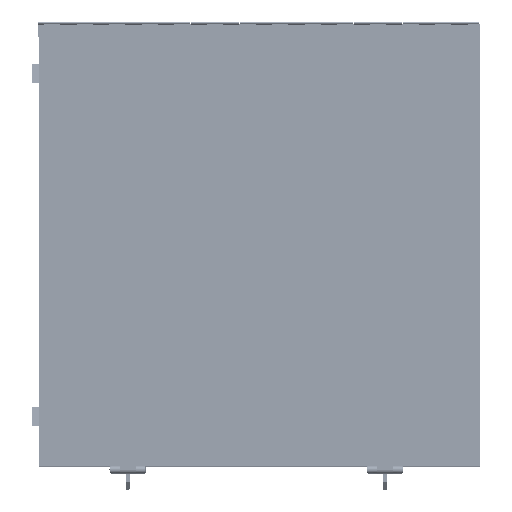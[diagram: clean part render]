
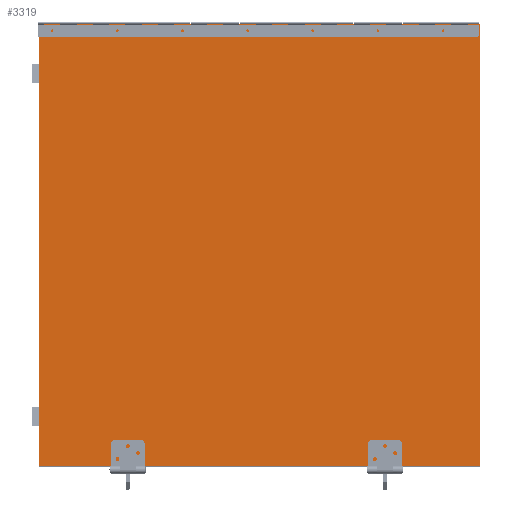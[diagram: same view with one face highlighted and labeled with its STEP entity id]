
A CAD part, top view. The second image highlights one B-rep face of the part: STEP entity #3319.
In plain terms, the highlighted free-form (B-spline) face has degree [1, 1] with [2, 2] control points.
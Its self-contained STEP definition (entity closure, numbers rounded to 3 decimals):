
#3221 = VERTEX_POINT('',#3222);
#3222 = CARTESIAN_POINT('',(-33.443,-33.443,
    549.159));
#3227 = EDGE_CURVE('',#3228,#3221,#3230,.T.);
#3228 = VERTEX_POINT('',#3229);
#3229 = CARTESIAN_POINT('',(-33.443,560.691,
    549.159));
#3230 = B_SPLINE_CURVE_WITH_KNOTS('',1,(#3231,#3232),.UNSPECIFIED.,.F.,
  .F.,(2,2),(-515.2,0.),.PIECEWISE_BEZIER_KNOTS.);
#3231 = CARTESIAN_POINT('',(-33.443,560.691,
    549.159));
#3232 = CARTESIAN_POINT('',(-33.443,-33.443,
    549.159));
#3255 = EDGE_CURVE('',#3256,#3228,#3258,.T.);
#3256 = VERTEX_POINT('',#3257);
#3257 = CARTESIAN_POINT('',(560.691,560.691,
    549.159));
#3258 = B_SPLINE_CURVE_WITH_KNOTS('',1,(#3259,#3260),.UNSPECIFIED.,.F.,
  .F.,(2,2),(-515.2,0.),.PIECEWISE_BEZIER_KNOTS.);
#3259 = CARTESIAN_POINT('',(560.691,560.691,
    549.159));
#3260 = CARTESIAN_POINT('',(-33.443,560.691,
    549.159));
#3283 = EDGE_CURVE('',#3284,#3256,#3286,.T.);
#3284 = VERTEX_POINT('',#3285);
#3285 = CARTESIAN_POINT('',(560.691,-33.443,
    549.159));
#3286 = B_SPLINE_CURVE_WITH_KNOTS('',1,(#3287,#3288),.UNSPECIFIED.,.F.,
  .F.,(2,2),(-515.2,0.),.PIECEWISE_BEZIER_KNOTS.);
#3287 = CARTESIAN_POINT('',(560.691,-33.443,
    549.159));
#3288 = CARTESIAN_POINT('',(560.691,560.691,
    549.159));
#3309 = EDGE_CURVE('',#3221,#3284,#3310,.T.);
#3310 = B_SPLINE_CURVE_WITH_KNOTS('',1,(#3311,#3312),.UNSPECIFIED.,.F.,
  .F.,(2,2),(-515.2,0.),.PIECEWISE_BEZIER_KNOTS.);
#3311 = CARTESIAN_POINT('',(-33.443,-33.443,
    549.159));
#3312 = CARTESIAN_POINT('',(560.691,-33.443,
    549.159));
#3319 = ADVANCED_FACE('',(#3320),#3326,.T.);
#3320 = FACE_BOUND('',#3321,.T.);
#3321 = EDGE_LOOP('',(#3322,#3323,#3324,#3325));
#3322 = ORIENTED_EDGE('',*,*,#3309,.T.);
#3323 = ORIENTED_EDGE('',*,*,#3283,.T.);
#3324 = ORIENTED_EDGE('',*,*,#3255,.T.);
#3325 = ORIENTED_EDGE('',*,*,#3227,.T.);
#3326 = B_SPLINE_SURFACE_WITH_KNOTS('',1,1,(
    (#3327,#3328)
    ,(#3329,#3330
  )),.UNSPECIFIED.,.F.,.F.,.F.,(2,2),(2,2),(-257.6,257.6),(-257.6,257.6)
  ,.PIECEWISE_BEZIER_KNOTS.);
#3327 = CARTESIAN_POINT('',(-33.443,-33.443,
    549.159));
#3328 = CARTESIAN_POINT('',(-33.443,560.691,
    549.159));
#3329 = CARTESIAN_POINT('',(560.691,-33.443,
    549.159));
#3330 = CARTESIAN_POINT('',(560.691,560.691,
    549.159));
